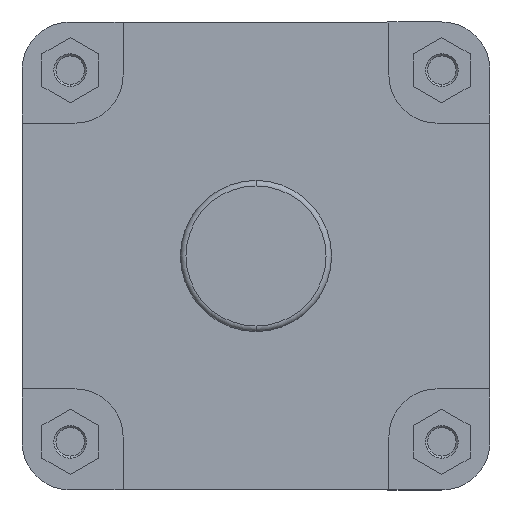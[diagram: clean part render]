
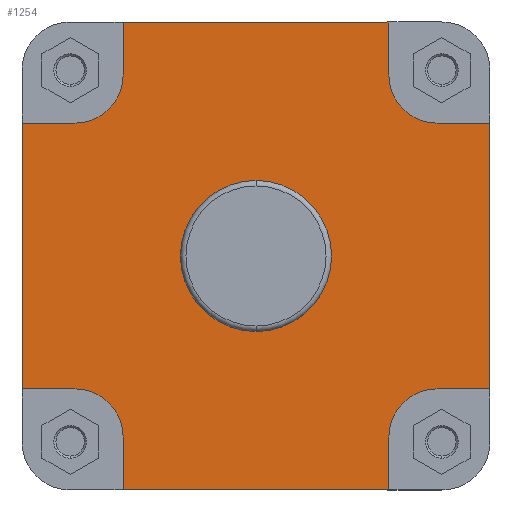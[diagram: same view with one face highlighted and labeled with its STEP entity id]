
A CAD part, left-side view. The second image highlights one B-rep face of the part: STEP entity #1254.
In plain terms, the highlighted planar face has unit normal (-1, 0, 0).
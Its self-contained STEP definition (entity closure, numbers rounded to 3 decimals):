
#563 = FACE_OUTER_BOUND ( 'NONE', #3572, .T. ) ;
#569 = FACE_BOUND ( 'NONE', #3606, .T. ) ;
#571 = CIRCLE ( 'NONE', #2035, 54.9 ) ;
#798 = CIRCLE ( 'NONE', #2141, 54.9 ) ;
#1254 = ADVANCED_FACE ( 'NONE', ( #569, #563 ), #3104, .F. ) ;
#1255 = EDGE_CURVE ( 'NONE', #5978, #5966, #571, .T. ) ;
#1398 = EDGE_CURVE ( 'NONE', #5966, #5978, #798, .T. ) ;
#1759 = EDGE_CURVE ( 'NONE', #6589, #6567, #7151, .T. ) ;
#1760 = EDGE_CURVE ( 'NONE', #6567, #6566, #7155, .T. ) ;
#1761 = EDGE_CURVE ( 'NONE', #6566, #6575, #7147, .T. ) ;
#1762 = EDGE_CURVE ( 'NONE', #6575, #6576, #7156, .T. ) ;
#1763 = EDGE_CURVE ( 'NONE', #6576, #6586, #7158, .T. ) ;
#1764 = EDGE_CURVE ( 'NONE', #6586, #6577, #7162, .T. ) ;
#1765 = EDGE_CURVE ( 'NONE', #6577, #6569, #7148, .T. ) ;
#1766 = EDGE_CURVE ( 'NONE', #6569, #6570, #7163, .T. ) ;
#1767 = EDGE_CURVE ( 'NONE', #6570, #6571, #7165, .T. ) ;
#1768 = EDGE_CURVE ( 'NONE', #6571, #6573, #7168, .T. ) ;
#1769 = EDGE_CURVE ( 'NONE', #6573, #6572, #7153, .T. ) ;
#1770 = EDGE_CURVE ( 'NONE', #6574, #6572, #7169, .T. ) ;
#1771 = EDGE_CURVE ( 'NONE', #6588, #6587, #7167, .T. ) ;
#1772 = EDGE_CURVE ( 'NONE', #6589, #6587, #7173, .T. ) ;
#1773 = EDGE_CURVE ( 'NONE', #6574, #6579, #7175, .T. ) ;
#1774 = EDGE_CURVE ( 'NONE', #6579, #6588, #7179, .T. ) ;
#2035 = AXIS2_PLACEMENT_3D ( 'NONE', #3107, #3108, #3109 ) ;
#2090 = AXIS2_PLACEMENT_3D ( 'NONE', #3095, #3105, #3106 ) ;
#2141 = AXIS2_PLACEMENT_3D ( 'NONE', #3449, #3455, #3456 ) ;
#2261 = AXIS2_PLACEMENT_3D ( 'NONE', #5162, #5175, #5176 ) ;
#2263 = AXIS2_PLACEMENT_3D ( 'NONE', #5167, #5184, #5185 ) ;
#2264 = AXIS2_PLACEMENT_3D ( 'NONE', #5174, #5192, #5193 ) ;
#2265 = AXIS2_PLACEMENT_3D ( 'NONE', #5199, #5206, #5207 ) ;
#3095 = CARTESIAN_POINT ( 'NONE',  ( 82., 54.9, 0. ) ) ;
#3104 = PLANE ( 'NONE',  #2090 ) ;
#3105 = DIRECTION ( 'NONE',  ( 1., 0., 0. ) ) ;
#3106 = DIRECTION ( 'NONE',  ( 0., 0., -1. ) ) ;
#3107 = CARTESIAN_POINT ( 'NONE',  ( 82., 0., 0. ) ) ;
#3108 = DIRECTION ( 'NONE',  ( -1., 0., 0. ) ) ;
#3109 = DIRECTION ( 'NONE',  ( 0., 0., 1. ) ) ;
#3449 = CARTESIAN_POINT ( 'NONE',  ( 82., 0., 0. ) ) ;
#3455 = DIRECTION ( 'NONE',  ( -1., 0., 0. ) ) ;
#3456 = DIRECTION ( 'NONE',  ( 0., 0., 1. ) ) ;
#3572 = EDGE_LOOP ( 'NONE', ( #4111, #4110, #4109, #4108, #4107, #4106, #4105, #4104, #4103, #4102, #4101, #4100, #4099, #4098, #4097, #4096 ) ) ;
#3606 = EDGE_LOOP ( 'NONE', ( #4113, #4112 ) ) ;
#4096 = ORIENTED_EDGE ( 'NONE', *, *, #1759, .F. ) ;
#4097 = ORIENTED_EDGE ( 'NONE', *, *, #1760, .F. ) ;
#4098 = ORIENTED_EDGE ( 'NONE', *, *, #1761, .F. ) ;
#4099 = ORIENTED_EDGE ( 'NONE', *, *, #1762, .F. ) ;
#4100 = ORIENTED_EDGE ( 'NONE', *, *, #1763, .F. ) ;
#4101 = ORIENTED_EDGE ( 'NONE', *, *, #1764, .F. ) ;
#4102 = ORIENTED_EDGE ( 'NONE', *, *, #1765, .F. ) ;
#4103 = ORIENTED_EDGE ( 'NONE', *, *, #1766, .F. ) ;
#4104 = ORIENTED_EDGE ( 'NONE', *, *, #1767, .F. ) ;
#4105 = ORIENTED_EDGE ( 'NONE', *, *, #1768, .F. ) ;
#4106 = ORIENTED_EDGE ( 'NONE', *, *, #1769, .F. ) ;
#4107 = ORIENTED_EDGE ( 'NONE', *, *, #1770, .T. ) ;
#4108 = ORIENTED_EDGE ( 'NONE', *, *, #1773, .F. ) ;
#4109 = ORIENTED_EDGE ( 'NONE', *, *, #1774, .F. ) ;
#4110 = ORIENTED_EDGE ( 'NONE', *, *, #1771, .F. ) ;
#4111 = ORIENTED_EDGE ( 'NONE', *, *, #1772, .T. ) ;
#4112 = ORIENTED_EDGE ( 'NONE', *, *, #1255, .F. ) ;
#4113 = ORIENTED_EDGE ( 'NONE', *, *, #1398, .F. ) ;
#5162 = CARTESIAN_POINT ( 'NONE',  ( 82., 131.5, -131.5 ) ) ;
#5167 = CARTESIAN_POINT ( 'NONE',  ( 82., 131.5, 131.5 ) ) ;
#5172 = CARTESIAN_POINT ( 'NONE',  ( 82., 96.5, -170. ) ) ;
#5173 = DIRECTION ( 'NONE',  ( 0., 0., 1. ) ) ;
#5174 = CARTESIAN_POINT ( 'NONE',  ( 82., -131.5, 131.5 ) ) ;
#5175 = DIRECTION ( 'NONE',  ( -1., 0., 0. ) ) ;
#5176 = DIRECTION ( 'NONE',  ( 0., 0., -1. ) ) ;
#5177 = CARTESIAN_POINT ( 'NONE',  ( 82., 131.5, -96.5 ) ) ;
#5178 = DIRECTION ( 'NONE',  ( 0., 1., 0. ) ) ;
#5179 = CARTESIAN_POINT ( 'NONE',  ( 82., 170., 0. ) ) ;
#5180 = DIRECTION ( 'NONE',  ( 0., 0., 1. ) ) ;
#5181 = CARTESIAN_POINT ( 'NONE',  ( 82., 170., 96.5 ) ) ;
#5182 = DIRECTION ( 'NONE',  ( 0., -1., 0. ) ) ;
#5183 = CARTESIAN_POINT ( 'NONE',  ( 82., -96.5, -131.5 ) ) ;
#5184 = DIRECTION ( 'NONE',  ( -1., 0., 0. ) ) ;
#5185 = DIRECTION ( 'NONE',  ( 0., 0., -1. ) ) ;
#5186 = CARTESIAN_POINT ( 'NONE',  ( 82., 96.5, 131.5 ) ) ;
#5187 = DIRECTION ( 'NONE',  ( 0., 0., 1. ) ) ;
#5188 = CARTESIAN_POINT ( 'NONE',  ( 82., -374.141, 170. ) ) ;
#5189 = DIRECTION ( 'NONE',  ( 0., -1., 0. ) ) ;
#5190 = CARTESIAN_POINT ( 'NONE',  ( 82., -96.5, 170. ) ) ;
#5191 = DIRECTION ( 'NONE',  ( 0., 0., -1. ) ) ;
#5192 = DIRECTION ( 'NONE',  ( -1., 0., 0. ) ) ;
#5193 = DIRECTION ( 'NONE',  ( 0., 0., -1. ) ) ;
#5194 = CARTESIAN_POINT ( 'NONE',  ( 82., -131.5, 96.5 ) ) ;
#5195 = DIRECTION ( 'NONE',  ( 0., -1., 0. ) ) ;
#5197 = CARTESIAN_POINT ( 'NONE',  ( 82., -170., 0. ) ) ;
#5198 = DIRECTION ( 'NONE',  ( 0., 0., 1. ) ) ;
#5199 = CARTESIAN_POINT ( 'NONE',  ( 82., -131.5, -131.5 ) ) ;
#5200 = DIRECTION ( 'NONE',  ( 0., 0., -1. ) ) ;
#5201 = CARTESIAN_POINT ( 'NONE',  ( 82., -374.141, -170. ) ) ;
#5202 = DIRECTION ( 'NONE',  ( 0., -1., 0. ) ) ;
#5203 = CARTESIAN_POINT ( 'NONE',  ( 82., -170., -96.5 ) ) ;
#5204 = DIRECTION ( 'NONE',  ( 0., 1., 0. ) ) ;
#5206 = DIRECTION ( 'NONE',  ( -1., 0., 0. ) ) ;
#5207 = DIRECTION ( 'NONE',  ( 0., 0., -1. ) ) ;
#5340 = CARTESIAN_POINT ( 'NONE',  ( 82., 0., 54.9 ) ) ;
#5348 = CARTESIAN_POINT ( 'NONE',  ( 82., 0., -54.9 ) ) ;
#5502 = CARTESIAN_POINT ( 'NONE',  ( 82., 131.5, -96.5 ) ) ;
#5503 = CARTESIAN_POINT ( 'NONE',  ( 82., 96.5, -131.5 ) ) ;
#5505 = CARTESIAN_POINT ( 'NONE',  ( 82., 96.5, 170. ) ) ;
#5506 = CARTESIAN_POINT ( 'NONE',  ( 82., -96.5, 170. ) ) ;
#5507 = CARTESIAN_POINT ( 'NONE',  ( 82., -96.5, 131.5 ) ) ;
#5508 = CARTESIAN_POINT ( 'NONE',  ( 82., -170., 96.5 ) ) ;
#5509 = CARTESIAN_POINT ( 'NONE',  ( 82., -131.5, 96.5 ) ) ;
#5510 = CARTESIAN_POINT ( 'NONE',  ( 82., -170., -96.5 ) ) ;
#5511 = CARTESIAN_POINT ( 'NONE',  ( 82., 170., -96.5 ) ) ;
#5512 = CARTESIAN_POINT ( 'NONE',  ( 82., 170., 96.5 ) ) ;
#5513 = CARTESIAN_POINT ( 'NONE',  ( 82., 96.5, 131.5 ) ) ;
#5515 = CARTESIAN_POINT ( 'NONE',  ( 82., -131.5, -96.5 ) ) ;
#5522 = CARTESIAN_POINT ( 'NONE',  ( 82., 131.5, 96.5 ) ) ;
#5523 = CARTESIAN_POINT ( 'NONE',  ( 82., -96.5, -170. ) ) ;
#5524 = CARTESIAN_POINT ( 'NONE',  ( 82., -96.5, -131.5 ) ) ;
#5525 = CARTESIAN_POINT ( 'NONE',  ( 82., 96.5, -170. ) ) ;
#5966 = VERTEX_POINT ( 'NONE', #5340 ) ;
#5978 = VERTEX_POINT ( 'NONE', #5348 ) ;
#6566 = VERTEX_POINT ( 'NONE', #5502 ) ;
#6567 = VERTEX_POINT ( 'NONE', #5503 ) ;
#6569 = VERTEX_POINT ( 'NONE', #5505 ) ;
#6570 = VERTEX_POINT ( 'NONE', #5506 ) ;
#6571 = VERTEX_POINT ( 'NONE', #5507 ) ;
#6572 = VERTEX_POINT ( 'NONE', #5508 ) ;
#6573 = VERTEX_POINT ( 'NONE', #5509 ) ;
#6574 = VERTEX_POINT ( 'NONE', #5510 ) ;
#6575 = VERTEX_POINT ( 'NONE', #5511 ) ;
#6576 = VERTEX_POINT ( 'NONE', #5512 ) ;
#6577 = VERTEX_POINT ( 'NONE', #5513 ) ;
#6579 = VERTEX_POINT ( 'NONE', #5515 ) ;
#6586 = VERTEX_POINT ( 'NONE', #5522 ) ;
#6587 = VERTEX_POINT ( 'NONE', #5523 ) ;
#6588 = VERTEX_POINT ( 'NONE', #5524 ) ;
#6589 = VERTEX_POINT ( 'NONE', #5525 ) ;
#7147 = LINE ( 'NONE', #5177, #7149 ) ;
#7148 = LINE ( 'NONE', #5186, #7154 ) ;
#7149 = VECTOR ( 'NONE', #5178, 1000. ) ;
#7151 = LINE ( 'NONE', #5172, #7152 ) ;
#7152 = VECTOR ( 'NONE', #5173, 1000. ) ;
#7153 = LINE ( 'NONE', #5194, #7161 ) ;
#7154 = VECTOR ( 'NONE', #5187, 1000. ) ;
#7155 = CIRCLE ( 'NONE', #2261, 35. ) ;
#7156 = LINE ( 'NONE', #5179, #7157 ) ;
#7157 = VECTOR ( 'NONE', #5180, 1000. ) ;
#7158 = LINE ( 'NONE', #5181, #7159 ) ;
#7159 = VECTOR ( 'NONE', #5182, 1000. ) ;
#7161 = VECTOR ( 'NONE', #5195, 1000. ) ;
#7162 = CIRCLE ( 'NONE', #2263, 35. ) ;
#7163 = LINE ( 'NONE', #5188, #7164 ) ;
#7164 = VECTOR ( 'NONE', #5189, 1000. ) ;
#7165 = LINE ( 'NONE', #5190, #7166 ) ;
#7166 = VECTOR ( 'NONE', #5191, 1000. ) ;
#7167 = LINE ( 'NONE', #5183, #7171 ) ;
#7168 = CIRCLE ( 'NONE', #2264, 35. ) ;
#7169 = LINE ( 'NONE', #5197, #7170 ) ;
#7170 = VECTOR ( 'NONE', #5198, 1000. ) ;
#7171 = VECTOR ( 'NONE', #5200, 1000. ) ;
#7173 = LINE ( 'NONE', #5201, #7174 ) ;
#7174 = VECTOR ( 'NONE', #5202, 1000. ) ;
#7175 = LINE ( 'NONE', #5203, #7176 ) ;
#7176 = VECTOR ( 'NONE', #5204, 1000. ) ;
#7179 = CIRCLE ( 'NONE', #2265, 35. ) ;
